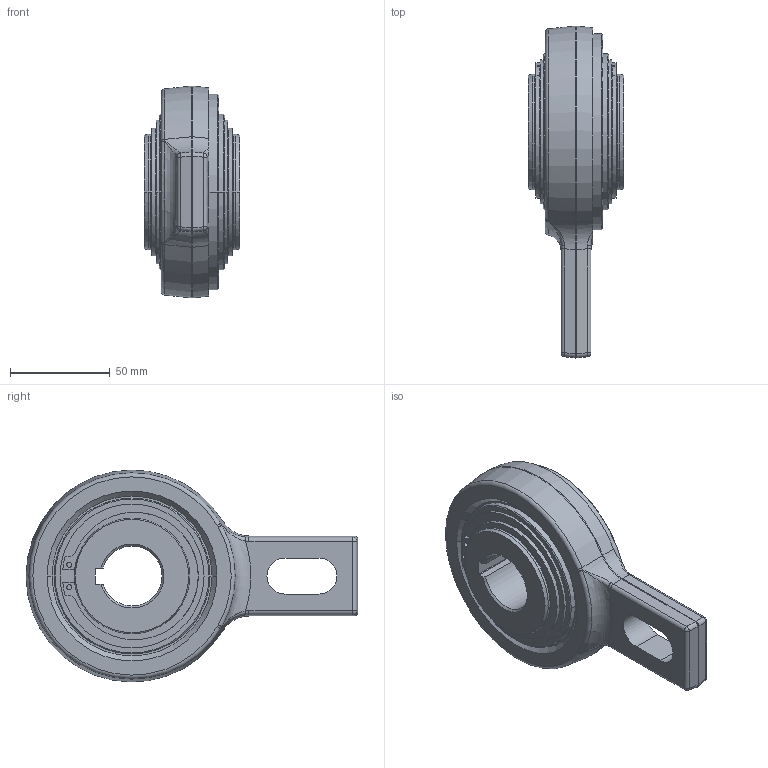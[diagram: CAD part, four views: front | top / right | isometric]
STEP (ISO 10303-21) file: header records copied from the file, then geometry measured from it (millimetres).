
FILE_DESCRIPTION((''),'2;1');
FILE_NAME('_CGS_TEMP_IGS','2023-05-19T',('SYSTEM'),(''),'PRO/ENGINEER BY PARAMETRIC TECHNOLOGY CORPORATION, 2016360','PRO/ENGINEER BY PARAMETRIC TECHNOLOGY CORPORATION, 2016360','');
FILE_SCHEMA(('AUTOMOTIVE_DESIGN { 1 0 10303 214 1 1 1 1 }'));
Length unit declared in the file: inch
Products named in the file (1): _CGS_TEMP_IGS
Bounding box: 48 x 165.98 x 105.97 mm (x, y, z)
Volume: 281198 mm3; surface area: 88030.6 mm2
Topology: 2 solids, 6 shells, 895 faces, 2580 edges, 1618 vertices
Faces by surface type: plane 652, cylinder 172, cone 34, torus 17, bspline 12, sphere 8
Entity records: 30517 total; most frequent: CARTESIAN_POINT 5666, DIRECTION 5418, ORIENTED_EDGE 5148, EDGE_CURVE 2574, AXIS2_PLACEMENT_3D 2002, VERTEX_POINT 1618, VECTOR 1414, LINE 1414
